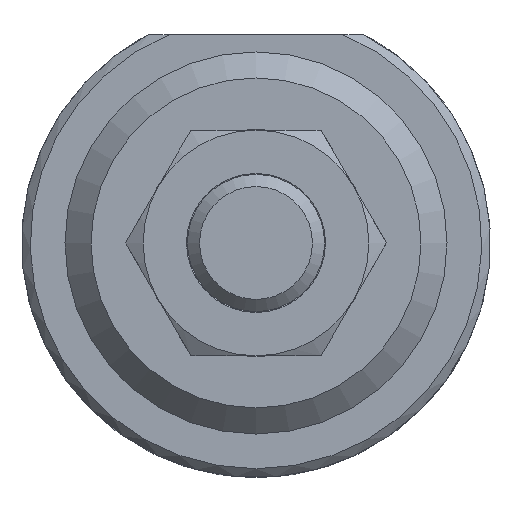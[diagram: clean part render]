
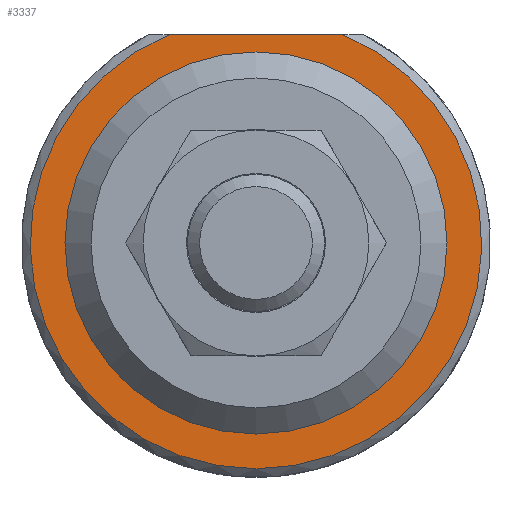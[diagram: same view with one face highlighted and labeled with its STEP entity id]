
A CAD part, front view. The second image highlights one B-rep face of the part: STEP entity #3337.
In plain terms, the highlighted planar face has unit normal (0, -1, 0).
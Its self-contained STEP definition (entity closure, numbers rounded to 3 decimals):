
#161=LINE('',#6147,#239);
#239=VECTOR('',#4581,10.);
#374=PLANE('',#3820);
#506=FACE_BOUND('',#1343,.T.);
#1025=FACE_OUTER_BOUND('',#1342,.T.);
#1342=EDGE_LOOP('',(#2845,#2846));
#1343=EDGE_LOOP('',(#2847));
#1673=CIRCLE('',#3821,13.);
#1674=CIRCLE('',#3822,11.);
#1933=VERTEX_POINT('',#6144);
#1934=VERTEX_POINT('',#6145);
#1935=VERTEX_POINT('',#6148);
#2270=EDGE_CURVE('',#1933,#1934,#1673,.T.);
#2271=EDGE_CURVE('',#1934,#1933,#161,.T.);
#2272=EDGE_CURVE('',#1935,#1935,#1674,.T.);
#2845=ORIENTED_EDGE('',*,*,#2270,.F.);
#2846=ORIENTED_EDGE('',*,*,#2271,.F.);
#2847=ORIENTED_EDGE('',*,*,#2272,.T.);
#3337=ADVANCED_FACE('',(#1025,#506),#374,.T.);
#3820=AXIS2_PLACEMENT_3D('',#6143,#4577,#4578);
#3821=AXIS2_PLACEMENT_3D('',#6146,#4579,#4580);
#3822=AXIS2_PLACEMENT_3D('',#6149,#4582,#4583);
#4577=DIRECTION('center_axis',(0.,-1.,0.));
#4578=DIRECTION('ref_axis',(1.,0.,0.));
#4579=DIRECTION('center_axis',(0.,1.,0.));
#4580=DIRECTION('ref_axis',(0.458,0.,-0.889));
#4581=DIRECTION('',(1.,0.,0.));
#4582=DIRECTION('center_axis',(0.,1.,0.));
#4583=DIRECTION('ref_axis',(0.,0.,1.));
#6143=CARTESIAN_POINT('Origin',(0.,-56.35,0.934));
#6144=CARTESIAN_POINT('',(5.,-56.35,12.));
#6145=CARTESIAN_POINT('',(-5.,-56.35,12.));
#6146=CARTESIAN_POINT('Origin',(0.,-56.35,0.));
#6147=CARTESIAN_POINT('',(6.185,-56.35,12.));
#6148=CARTESIAN_POINT('',(0.,-56.35,11.));
#6149=CARTESIAN_POINT('Origin',(0.,-56.35,0.));
